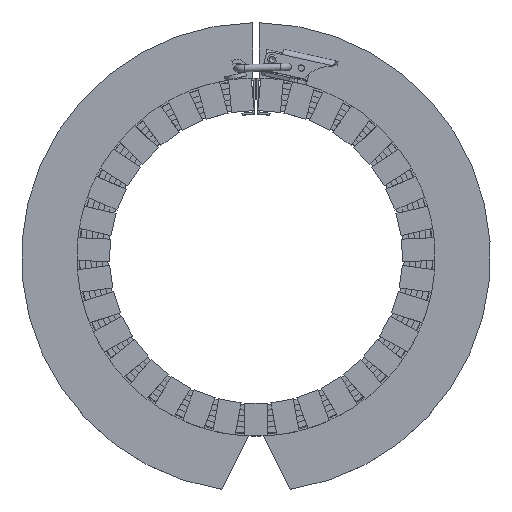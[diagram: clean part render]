
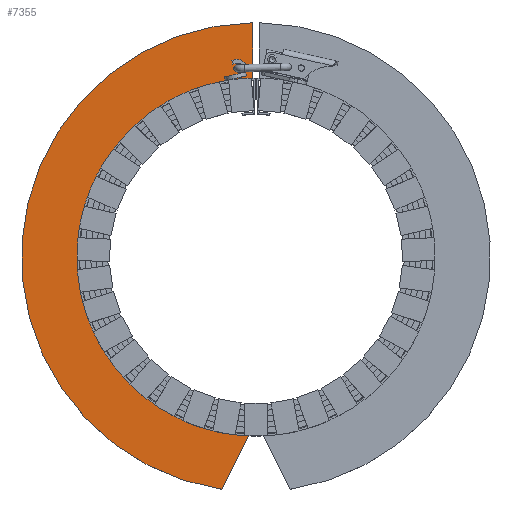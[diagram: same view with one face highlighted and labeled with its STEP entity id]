
A CAD part, top view. The second image highlights one B-rep face of the part: STEP entity #7355.
In plain terms, the highlighted planar face has unit normal (0, 0, 1).
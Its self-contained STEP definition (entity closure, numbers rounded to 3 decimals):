
#7219=CARTESIAN_POINT('',(-3.5,-78.922,-26.95));
#7220=VERTEX_POINT('',#7219);
#7227=CARTESIAN_POINT('',(-15.195,-102.379,-26.95));
#7228=VERTEX_POINT('',#7227);
#7229=CARTESIAN_POINT('',(-15.195,-102.379,-26.95));
#7230=DIRECTION('',(0.446,0.895,0.0));
#7231=VECTOR('',#7230,26.21);
#7232=LINE('',#7229,#7231);
#7233=EDGE_CURVE('',#7228,#7220,#7232,.T.);
#7258=CARTESIAN_POINT('',(-1.5,78.986,-26.95));
#7259=VERTEX_POINT('',#7258);
#7266=CARTESIAN_POINT('',(0.0,0.0,-26.95));
#7267=DIRECTION('',(0.0,0.0,-1.0));
#7268=DIRECTION('',(-0.044,-0.999,0.0));
#7269=AXIS2_PLACEMENT_3D('',#7266,#7267,#7268);
#7270=CIRCLE('',#7269,79.);
#7271=EDGE_CURVE('',#7220,#7259,#7270,.T.);
#7290=CARTESIAN_POINT('',(-1.5,103.489,-26.95));
#7291=VERTEX_POINT('',#7290);
#7298=CARTESIAN_POINT('',(-1.5,78.986,-26.95));
#7299=DIRECTION('',(0.0,1.0,0.0));
#7300=VECTOR('',#7299,24.503);
#7301=LINE('',#7298,#7300);
#7302=EDGE_CURVE('',#7259,#7291,#7301,.T.);
#7321=CARTESIAN_POINT('',(0.0,0.0,-26.95));
#7322=DIRECTION('',(0.0,0.0,1.0));
#7323=DIRECTION('',(0.147,0.989,0.0));
#7324=AXIS2_PLACEMENT_3D('',#7321,#7322,#7323);
#7325=CIRCLE('',#7324,103.5);
#7326=EDGE_CURVE('',#7291,#7228,#7325,.T.);
#7344=CARTESIAN_POINT('',(-51.55,2.154,-26.95));
#7345=DIRECTION('',(0.0,0.0,-1.0));
#7346=DIRECTION('',(-1.0,0.0,0.0));
#7347=AXIS2_PLACEMENT_3D('',#7344,#7345,#7346);
#7348=PLANE('',#7347);
#7349=ORIENTED_EDGE('',*,*,#7326,.T.);
#7350=ORIENTED_EDGE('',*,*,#7233,.T.);
#7351=ORIENTED_EDGE('',*,*,#7271,.T.);
#7352=ORIENTED_EDGE('',*,*,#7302,.T.);
#7353=EDGE_LOOP('',(#7349,#7350,#7351,#7352));
#7354=FACE_OUTER_BOUND('',#7353,.T.);
#7355=ADVANCED_FACE('',(#7354),#7348,.F.);
